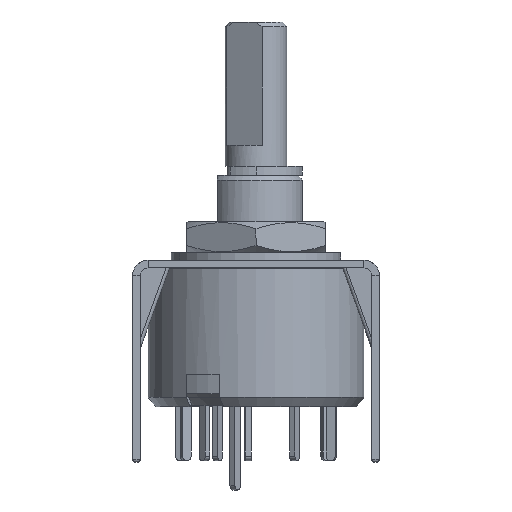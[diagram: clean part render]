
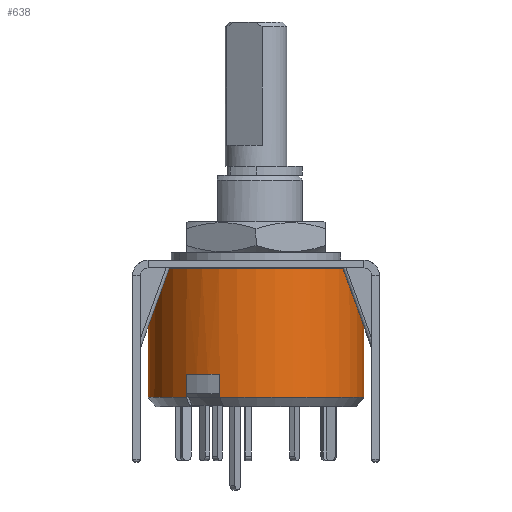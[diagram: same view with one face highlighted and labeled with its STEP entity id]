
A CAD part, front view. The second image highlights one B-rep face of the part: STEP entity #638.
In plain terms, the highlighted cylindrical face has radius 7 mm (diameter 14 mm), a partial arc.
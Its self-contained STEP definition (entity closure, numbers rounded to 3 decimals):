
#339 = EDGE_CURVE ( 'NONE', #3644, #13750, #7527, .T. ) ;
#353 = CARTESIAN_POINT ( 'NONE',  ( -2.361, -6.59, 9. ) ) ;
#579 = DIRECTION ( 'NONE',  ( 0., 0., -1. ) ) ;
#638 = ADVANCED_FACE ( 'NONE', ( #10278 ), #11454, .T. ) ;
#662 = DIRECTION ( 'NONE',  ( 0., 0., -1. ) ) ;
#748 = LINE ( 'NONE', #4332, #1332 ) ;
#863 = CARTESIAN_POINT ( 'NONE',  ( 7., 0., 0.95 ) ) ;
#1332 = VECTOR ( 'NONE', #5527, 1000. ) ;
#1778 = ORIENTED_EDGE ( 'NONE', *, *, #15000, .F. ) ;
#2482 = LINE ( 'NONE', #5040, #15001 ) ;
#2929 = EDGE_CURVE ( 'NONE', #4752, #3644, #2482, .T. ) ;
#3250 = CARTESIAN_POINT ( 'NONE',  ( -4.526, -5.34, -5.9 ) ) ;
#3442 = EDGE_CURVE ( 'NONE', #4752, #13108, #6554, .T. ) ;
#3644 = VERTEX_POINT ( 'NONE', #15253 ) ;
#3739 = DIRECTION ( 'NONE',  ( 0., 0., -1. ) ) ;
#3967 = LINE ( 'NONE', #353, #8232 ) ;
#4332 = CARTESIAN_POINT ( 'NONE',  ( -4.526, -5.34, 9. ) ) ;
#4476 = CARTESIAN_POINT ( 'NONE',  ( 0., 0., -7.4 ) ) ;
#4553 = EDGE_CURVE ( 'NONE', #13108, #14269, #11810, .T. ) ;
#4652 = CARTESIAN_POINT ( 'NONE',  ( 0., 0., 9. ) ) ;
#4677 = EDGE_CURVE ( 'NONE', #9198, #5429, #14372, .T. ) ;
#4752 = VERTEX_POINT ( 'NONE', #863 ) ;
#4767 = DIRECTION ( 'NONE',  ( 0., 0., -1. ) ) ;
#4917 = DIRECTION ( 'NONE',  ( -1., 0., 0. ) ) ;
#5040 = CARTESIAN_POINT ( 'NONE',  ( 7., 0., 9. ) ) ;
#5429 = VERTEX_POINT ( 'NONE', #14984 ) ;
#5527 = DIRECTION ( 'NONE',  ( 0., 0., 1. ) ) ;
#5959 = DIRECTION ( 'NONE',  ( -1., 0., 0. ) ) ;
#6420 = AXIS2_PLACEMENT_3D ( 'NONE', #4652, #4767, #5959 ) ;
#6481 = CARTESIAN_POINT ( 'NONE',  ( -7., 0., -7.4 ) ) ;
#6554 = CIRCLE ( 'NONE', #15712, 7. ) ;
#6910 = VECTOR ( 'NONE', #579, 1000. ) ;
#7181 = VERTEX_POINT ( 'NONE', #14777 ) ;
#7253 = ORIENTED_EDGE ( 'NONE', *, *, #15452, .T. ) ;
#7527 = CIRCLE ( 'NONE', #10716, 7. ) ;
#7587 = DIRECTION ( 'NONE',  ( 0., 0., -1. ) ) ;
#8232 = VECTOR ( 'NONE', #10350, 1000. ) ;
#8449 = DIRECTION ( 'NONE',  ( -1., 0., 0. ) ) ;
#8570 = CIRCLE ( 'NONE', #15848, 7. ) ;
#8776 = AXIS2_PLACEMENT_3D ( 'NONE', #13497, #9827, #8449 ) ;
#8982 = EDGE_CURVE ( 'NONE', #5429, #13750, #3967, .T. ) ;
#9198 = VERTEX_POINT ( 'NONE', #3250 ) ;
#9827 = DIRECTION ( 'NONE',  ( 0., 0., 1. ) ) ;
#9851 = ORIENTED_EDGE ( 'NONE', *, *, #4553, .T. ) ;
#10278 = FACE_OUTER_BOUND ( 'NONE', #15747, .T. ) ;
#10350 = DIRECTION ( 'NONE',  ( 0., 0., -1. ) ) ;
#10716 = AXIS2_PLACEMENT_3D ( 'NONE', #4476, #662, #12030 ) ;
#11201 = CARTESIAN_POINT ( 'NONE',  ( -7., 0., 0.95 ) ) ;
#11454 = CYLINDRICAL_SURFACE ( 'NONE', #6420, 7. ) ;
#11717 = ORIENTED_EDGE ( 'NONE', *, *, #4677, .T. ) ;
#11810 = LINE ( 'NONE', #15706, #6910 ) ;
#12030 = DIRECTION ( 'NONE',  ( 1., 0., 0. ) ) ;
#12421 = CARTESIAN_POINT ( 'NONE',  ( 0., 0., 0.95 ) ) ;
#12491 = CARTESIAN_POINT ( 'NONE',  ( 0., 0., -7.4 ) ) ;
#12528 = ORIENTED_EDGE ( 'NONE', *, *, #339, .F. ) ;
#12913 = CARTESIAN_POINT ( 'NONE',  ( -2.361, -6.59, -7.4 ) ) ;
#13108 = VERTEX_POINT ( 'NONE', #11201 ) ;
#13361 = ORIENTED_EDGE ( 'NONE', *, *, #8982, .T. ) ;
#13497 = CARTESIAN_POINT ( 'NONE',  ( 0., 0., -5.9 ) ) ;
#13750 = VERTEX_POINT ( 'NONE', #12913 ) ;
#14269 = VERTEX_POINT ( 'NONE', #6481 ) ;
#14372 = CIRCLE ( 'NONE', #8776, 7. ) ;
#14777 = CARTESIAN_POINT ( 'NONE',  ( -4.526, -5.34, -7.4 ) ) ;
#14984 = CARTESIAN_POINT ( 'NONE',  ( -2.361, -6.59, -5.9 ) ) ;
#15000 = EDGE_CURVE ( 'NONE', #7181, #14269, #8570, .T. ) ;
#15001 = VECTOR ( 'NONE', #7587, 1000. ) ;
#15008 = ORIENTED_EDGE ( 'NONE', *, *, #3442, .T. ) ;
#15253 = CARTESIAN_POINT ( 'NONE',  ( 7., 0., -7.4 ) ) ;
#15452 = EDGE_CURVE ( 'NONE', #7181, #9198, #748, .T. ) ;
#15652 = ORIENTED_EDGE ( 'NONE', *, *, #2929, .F. ) ;
#15706 = CARTESIAN_POINT ( 'NONE',  ( -7., 0., 9. ) ) ;
#15712 = AXIS2_PLACEMENT_3D ( 'NONE', #12421, #3739, #4917 ) ;
#15747 = EDGE_LOOP ( 'NONE', ( #15652, #15008, #9851, #1778, #7253, #11717, #13361, #12528 ) ) ;
#15848 = AXIS2_PLACEMENT_3D ( 'NONE', #12491, #16195, #16023 ) ;
#16023 = DIRECTION ( 'NONE',  ( 1., 0., 0. ) ) ;
#16195 = DIRECTION ( 'NONE',  ( 0., 0., -1. ) ) ;
